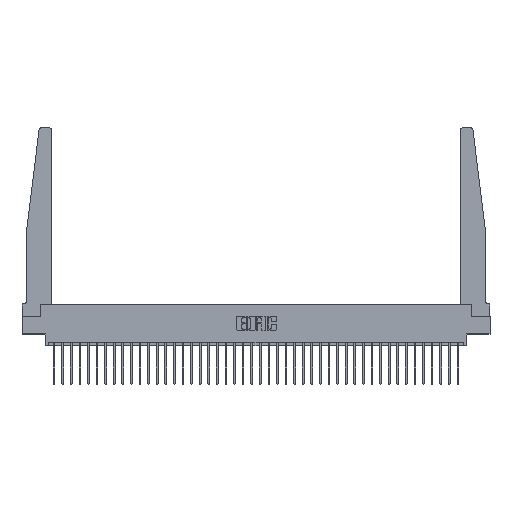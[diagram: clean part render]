
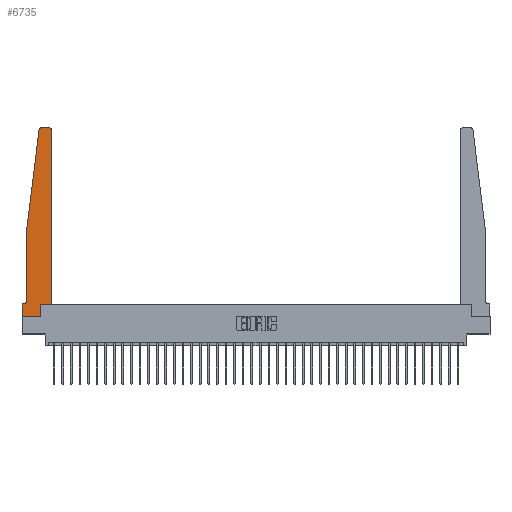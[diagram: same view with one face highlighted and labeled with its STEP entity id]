
A CAD part, top view. The second image highlights one B-rep face of the part: STEP entity #6735.
In plain terms, the highlighted planar face has unit normal (0, 0, 1).
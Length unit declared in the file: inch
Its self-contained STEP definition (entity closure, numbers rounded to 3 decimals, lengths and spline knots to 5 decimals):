
#34 = VERTEX_POINT ( 'NONE', #33179 ) ;
#299 = CARTESIAN_POINT ( 'NONE',  ( 0.395, 2.72, 0.37 ) ) ;
#338 = EDGE_CURVE ( 'NONE', #32154, #25881, #4638, .T. ) ;
#551 = VECTOR ( 'NONE', #21287, 39.37008 ) ;
#747 = CARTESIAN_POINT ( 'NONE',  ( 0.25, 2.75, 0.37 ) ) ;
#1531 = ORIENTED_EDGE ( 'NONE', *, *, #6050, .T. ) ;
#3143 = DIRECTION ( 'NONE',  ( 0., 1., 0. ) ) ;
#3497 = CARTESIAN_POINT ( 'NONE',  ( 0.065, 0.1875, 0.37 ) ) ;
#3637 = CARTESIAN_POINT ( 'NONE',  ( 0.065, 1.25, 0.37 ) ) ;
#4594 = EDGE_CURVE ( 'NONE', #18248, #21605, #8582, .T. ) ;
#4638 = CIRCLE ( 'NONE', #13315, 0.03 ) ;
#4691 = ORIENTED_EDGE ( 'NONE', *, *, #22349, .T. ) ;
#5160 = ORIENTED_EDGE ( 'NONE', *, *, #10851, .T. ) ;
#5864 = DIRECTION ( 'NONE',  ( 0., -1., 0. ) ) ;
#6050 = EDGE_CURVE ( 'NONE', #25881, #13157, #12562, .T. ) ;
#6138 = DIRECTION ( 'NONE',  ( 0., 0., 1. ) ) ;
#6337 = VERTEX_POINT ( 'NONE', #17076 ) ;
#6357 = LINE ( 'NONE', #747, #31123 ) ;
#6602 = CARTESIAN_POINT ( 'NONE',  ( 0., 0., 0.37 ) ) ;
#6735 = ADVANCED_FACE ( 'NONE', ( #25780 ), #11579, .T. ) ;
#6754 = ORIENTED_EDGE ( 'NONE', *, *, #26929, .T. ) ;
#6792 = VERTEX_POINT ( 'NONE', #9378 ) ;
#7279 = CARTESIAN_POINT ( 'NONE',  ( 0., 0.1875, 0.37 ) ) ;
#8543 = DIRECTION ( 'NONE',  ( -1., 0., 0. ) ) ;
#8582 = LINE ( 'NONE', #12021, #10283 ) ;
#8971 = CARTESIAN_POINT ( 'NONE',  ( 0., 0., 0.37 ) ) ;
#9378 = CARTESIAN_POINT ( 'NONE',  ( 0.015, 0.1875, 0.37 ) ) ;
#9510 = DIRECTION ( 'NONE',  ( -1., 0., 0. ) ) ;
#9823 = ORIENTED_EDGE ( 'NONE', *, *, #4594, .T. ) ;
#10283 = VECTOR ( 'NONE', #25855, 39.37008 ) ;
#10730 = CARTESIAN_POINT ( 'NONE',  ( 0.24675, 2.72367, 0.37 ) ) ;
#10851 = EDGE_CURVE ( 'NONE', #34, #18248, #12559, .T. ) ;
#11523 = DIRECTION ( 'NONE',  ( 1., 0., 0. ) ) ;
#11579 = PLANE ( 'NONE',  #19117 ) ;
#11655 = LINE ( 'NONE', #33871, #12551 ) ;
#11755 = CIRCLE ( 'NONE', #32114, 0.05 ) ;
#12021 = CARTESIAN_POINT ( 'NONE',  ( 0.425, 0.18, 0.37 ) ) ;
#12055 = VERTEX_POINT ( 'NONE', #8971 ) ;
#12226 = LINE ( 'NONE', #6602, #22976 ) ;
#12551 = VECTOR ( 'NONE', #3143, 39.37008 ) ;
#12559 = LINE ( 'NONE', #35124, #15036 ) ;
#12562 = LINE ( 'NONE', #32234, #551 ) ;
#12915 = CARTESIAN_POINT ( 'NONE',  ( 0.27653, 2.72, 0.37 ) ) ;
#13157 = VERTEX_POINT ( 'NONE', #3637 ) ;
#13302 = ORIENTED_EDGE ( 'NONE', *, *, #21326, .T. ) ;
#13315 = AXIS2_PLACEMENT_3D ( 'NONE', #12915, #30033, #15643 ) ;
#14734 = VECTOR ( 'NONE', #29185, 39.37008 ) ;
#15036 = VECTOR ( 'NONE', #32050, 39.37008 ) ;
#15054 = ORIENTED_EDGE ( 'NONE', *, *, #18892, .T. ) ;
#15357 = CARTESIAN_POINT ( 'NONE',  ( 0.425, 0.18, 0.37 ) ) ;
#15470 = EDGE_CURVE ( 'NONE', #6337, #6792, #11755, .T. ) ;
#15643 = DIRECTION ( 'NONE',  ( 1., 0., 0. ) ) ;
#17076 = CARTESIAN_POINT ( 'NONE',  ( 0.065, 0.2375, 0.37 ) ) ;
#17108 = DIRECTION ( 'NONE',  ( -1., 0., 0. ) ) ;
#17213 = DIRECTION ( 'NONE',  ( 1., 0., 0. ) ) ;
#17695 = VERTEX_POINT ( 'NONE', #23107 ) ;
#18248 = VERTEX_POINT ( 'NONE', #15357 ) ;
#18892 = EDGE_CURVE ( 'NONE', #21432, #12055, #22400, .T. ) ;
#19117 = AXIS2_PLACEMENT_3D ( 'NONE', #22673, #6138, #17213 ) ;
#19892 = DIRECTION ( 'NONE',  ( 0., 0., 1. ) ) ;
#20605 = CARTESIAN_POINT ( 'NONE',  ( 0.015, 0.2375, 0.37 ) ) ;
#20667 = EDGE_CURVE ( 'NONE', #17695, #32154, #6357, .T. ) ;
#21171 = VERTEX_POINT ( 'NONE', #26315 ) ;
#21287 = DIRECTION ( 'NONE',  ( -0.122, -0.992, 0. ) ) ;
#21294 = EDGE_CURVE ( 'NONE', #21171, #34, #11655, .T. ) ;
#21326 = EDGE_CURVE ( 'NONE', #6792, #21432, #33696, .T. ) ;
#21432 = VERTEX_POINT ( 'NONE', #7279 ) ;
#21605 = VERTEX_POINT ( 'NONE', #33476 ) ;
#22349 = EDGE_CURVE ( 'NONE', #21605, #17695, #27149, .T. ) ;
#22400 = LINE ( 'NONE', #24959, #29871 ) ;
#22673 = CARTESIAN_POINT ( 'NONE',  ( 0., 0.1875, 0.37 ) ) ;
#22976 = VECTOR ( 'NONE', #26066, 39.37008 ) ;
#23107 = CARTESIAN_POINT ( 'NONE',  ( 0.395, 2.75, 0.37 ) ) ;
#23175 = LINE ( 'NONE', #26644, #14734 ) ;
#23643 = AXIS2_PLACEMENT_3D ( 'NONE', #299, #19892, #11523 ) ;
#24364 = ORIENTED_EDGE ( 'NONE', *, *, #15470, .T. ) ;
#24531 = ORIENTED_EDGE ( 'NONE', *, *, #20667, .T. ) ;
#24748 = VECTOR ( 'NONE', #17108, 39.37008 ) ;
#24959 = CARTESIAN_POINT ( 'NONE',  ( 0., 0., 0.37 ) ) ;
#25052 = EDGE_CURVE ( 'NONE', #13157, #6337, #23175, .T. ) ;
#25780 = FACE_OUTER_BOUND ( 'NONE', #29051, .T. ) ;
#25855 = DIRECTION ( 'NONE',  ( 0., 1., 0. ) ) ;
#25881 = VERTEX_POINT ( 'NONE', #10730 ) ;
#26066 = DIRECTION ( 'NONE',  ( 1., 0., 0. ) ) ;
#26315 = CARTESIAN_POINT ( 'NONE',  ( 0.2605, 0., 0.37 ) ) ;
#26419 = ORIENTED_EDGE ( 'NONE', *, *, #25052, .T. ) ;
#26634 = DIRECTION ( 'NONE',  ( 0., 0., -1. ) ) ;
#26644 = CARTESIAN_POINT ( 'NONE',  ( 0.065, 1.25, 0.37 ) ) ;
#26929 = EDGE_CURVE ( 'NONE', #12055, #21171, #12226, .T. ) ;
#27149 = CIRCLE ( 'NONE', #23643, 0.03 ) ;
#29051 = EDGE_LOOP ( 'NONE', ( #24531, #30959, #1531, #26419, #24364, #13302, #15054, #6754, #32309, #5160, #9823, #4691 ) ) ;
#29185 = DIRECTION ( 'NONE',  ( 0., -1., 0. ) ) ;
#29871 = VECTOR ( 'NONE', #5864, 39.37008 ) ;
#30033 = DIRECTION ( 'NONE',  ( 0., 0., 1. ) ) ;
#30852 = CARTESIAN_POINT ( 'NONE',  ( 0.27653, 2.75, 0.37 ) ) ;
#30959 = ORIENTED_EDGE ( 'NONE', *, *, #338, .T. ) ;
#31123 = VECTOR ( 'NONE', #8543, 39.37008 ) ;
#32050 = DIRECTION ( 'NONE',  ( 1., 0., 0. ) ) ;
#32114 = AXIS2_PLACEMENT_3D ( 'NONE', #20605, #26634, #9510 ) ;
#32154 = VERTEX_POINT ( 'NONE', #30852 ) ;
#32234 = CARTESIAN_POINT ( 'NONE',  ( 0.065, 1.25, 0.37 ) ) ;
#32309 = ORIENTED_EDGE ( 'NONE', *, *, #21294, .T. ) ;
#33179 = CARTESIAN_POINT ( 'NONE',  ( 0.2605, 0.18, 0.37 ) ) ;
#33476 = CARTESIAN_POINT ( 'NONE',  ( 0.425, 2.72, 0.37 ) ) ;
#33696 = LINE ( 'NONE', #3497, #24748 ) ;
#33871 = CARTESIAN_POINT ( 'NONE',  ( 0.2605, 0.18, 0.37 ) ) ;
#35124 = CARTESIAN_POINT ( 'NONE',  ( 0.425, 0.18, 0.37 ) ) ;
